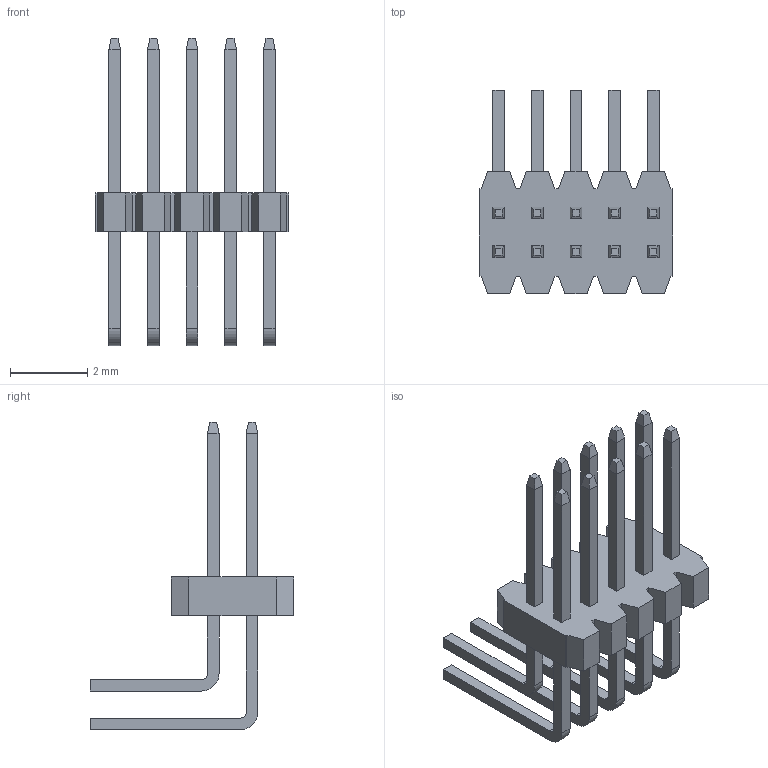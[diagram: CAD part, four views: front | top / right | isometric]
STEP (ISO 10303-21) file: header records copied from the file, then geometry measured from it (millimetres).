
FILE_DESCRIPTION(('FreeCAD Model'),'2;1');
FILE_NAME('721-21-010-40-xx.step', '2026-04-14T11:56:13',('Author'),(''), 'Open CASCADE STEP processor 6.8','FreeCAD','Unknown');
FILE_SCHEMA(('AUTOMOTIVE_DESIGN_CC2 { 1 2 10303 214 -1 1 5 4 }'));
Length unit declared in the file: millimetre
Products named in the file (1): 721-21-010-40-00
Bounding box: 5 x 5.27 x 7.95 mm (x, y, z)
Volume: 23.4 mm3; surface area: 167.2 mm2
Topology: 1 solids, 1 shells, 226 faces, 572 edges, 368 vertices
Faces by surface type: plane 206, cylinder 20
Entity records: 15833 total; most frequent: CARTESIAN_POINT 4431, DIRECTION 2030, LINE 1476, VECTOR 1476, ORIENTED_EDGE 1144, PCURVE 1144, DEFINITIONAL_REPRESENTATION 1144, EDGE_CURVE 572
